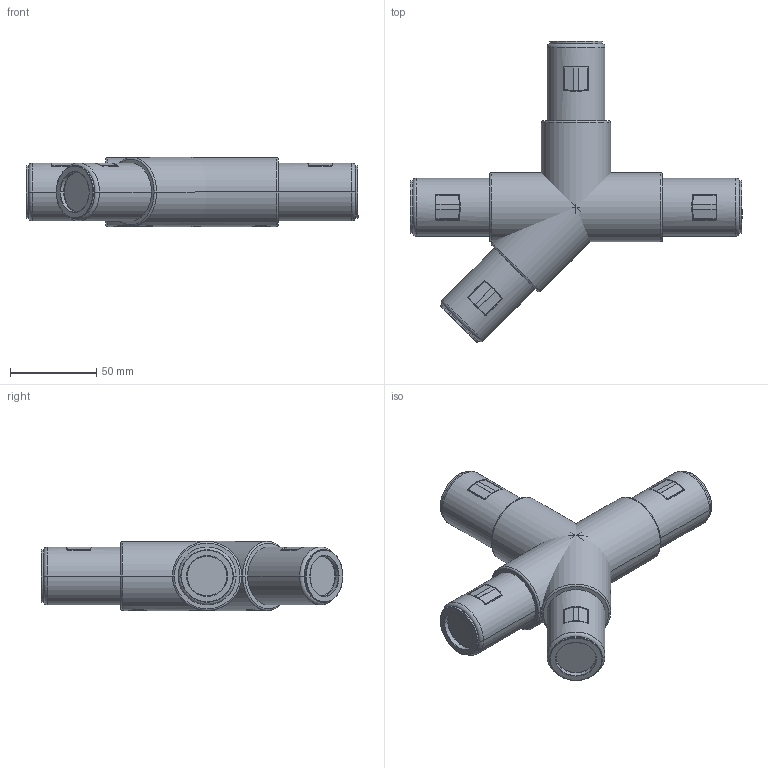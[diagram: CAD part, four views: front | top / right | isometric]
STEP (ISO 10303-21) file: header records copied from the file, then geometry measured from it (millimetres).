
FILE_DESCRIPTION (( 'STEP AP214' ), '1' );
FILE_NAME ('SNSK.17.00.45. L-Êîííåêòîð 45 ãðàä. (Ïðàâûé).V45.STEP', '2017-06-01T13:21:46', ( '' ), ( '' ), 'SwSTEP 2.0', 'SolidWorks 2016', '' );
FILE_SCHEMA (( 'AUTOMOTIVE_DESIGN' ));
Length unit declared in the file: millimetre
Products named in the file (5): SNSK.17.00.45. L-Êîííåêòîð 45 ãðàä. (Ïðàâûé).V45; SNSK.17.00.00. Çàêëóøêà äëÿ êîííåêòîðîâ ëåñòíè÷íûå ñèñòåìûV45; SNSK.17.00.01.婰膲僗闉.V45; SNSK.17.00.02. 暑眄弪铕.V45_撫狅 啷ъ; socket set screw cone point_din_DIN 914 - M10 x 12-N
Assembly tree (13 placements, depth 2):
  SNSK.17.00.45. L-Êîííåêòîð 45 ãðàä. (Ïðàâûé).V45
    SNSK.17.00.02. 暑眄弪铕.V45_撫狅 啷ъ
    SNSK.17.00.00. Çàêëóøêà äëÿ êîííåêòîðîâ ëåñòíè÷íûå ñèñòåìûV45  x4
    SNSK.17.00.01.婰膲僗闉.V45  x4
    socket set screw cone point_din_DIN 914 - M10 x 12-N  x4
Bounding box: 192 x 174.54 x 40 mm (x, y, z)
Volume: 346237.5 mm3; surface area: 88989 mm2
Topology: 16 solids, 16 shells, 781 faces, 1746 edges, 923 vertices
Faces by surface type: cylinder 300, plane 175, sphere 118, torus 108, bspline 64, cone 16
Entity records: 14365 total; most frequent: CARTESIAN_POINT 8026, DIRECTION 1333, ORIENTED_EDGE 1196, EDGE_CURVE 598, AXIS2_PLACEMENT_3D 558, VERTEX_POINT 350, EDGE_LOOP 308, CIRCLE 287
